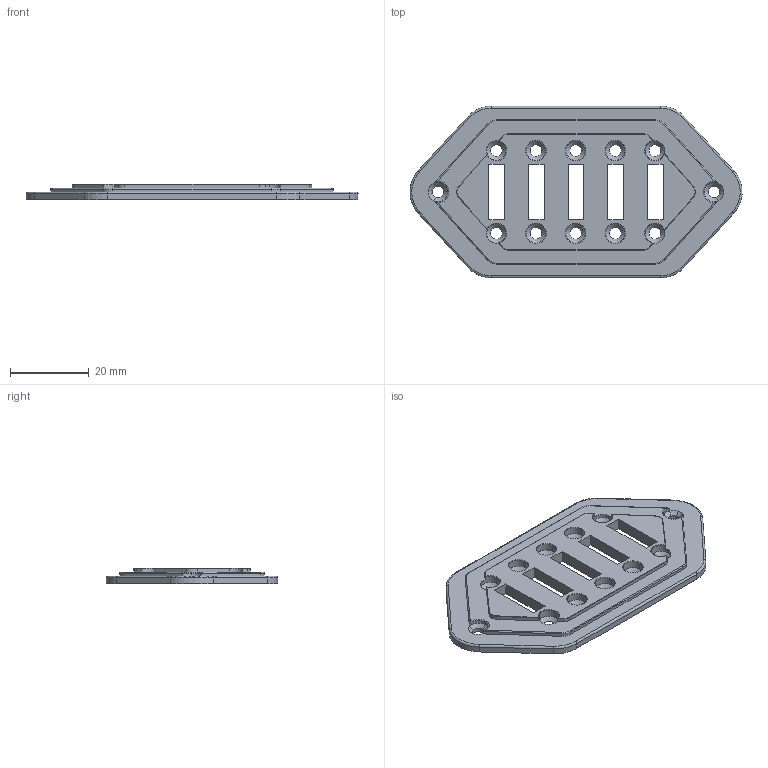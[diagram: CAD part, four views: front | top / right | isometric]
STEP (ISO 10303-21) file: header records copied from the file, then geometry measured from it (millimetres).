
FILE_DESCRIPTION(('FreeCAD Model'),'2;1');
FILE_NAME('Open CASCADE Shape Model','2024-08-22T01:20:02',('Author'),( ''),'Open CASCADE STEP processor 7.6','FreeCAD','Unknown');
FILE_SCHEMA(('AUTOMOTIVE_DESIGN { 1 0 10303 214 1 1 1 1 }'));
Length unit declared in the file: millimetre
Products named in the file (1): Fillet008
Bounding box: 84.23 x 43.6 x 4 mm (x, y, z)
Volume: 6835.2 mm3; surface area: 7054.6 mm2
Topology: 1 solids, 1 shells, 174 faces, 425 edges, 262 vertices
Faces by surface type: cylinder 63, plane 61, torus 31, cone 15, bspline 4
Full cylindrical faces by diameter (mm): 3 x12, 5 x10
Entity records: 5436 total; most frequent: CARTESIAN_POINT 1170, DIRECTION 924, ORIENTED_EDGE 850, EDGE_CURVE 425, AXIS2_PLACEMENT_3D 352, VERTEX_POINT 262, LINE 220, VECTOR 220
